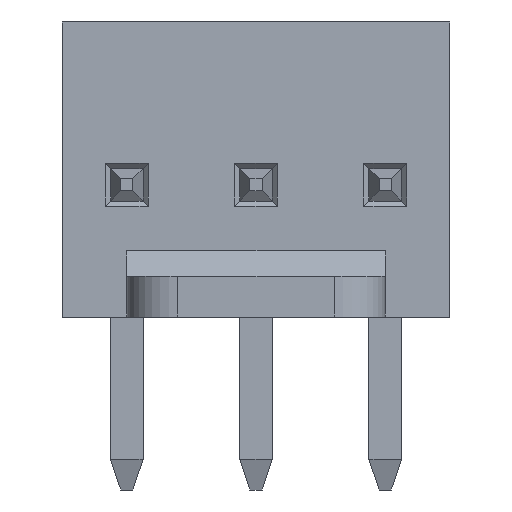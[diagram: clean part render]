
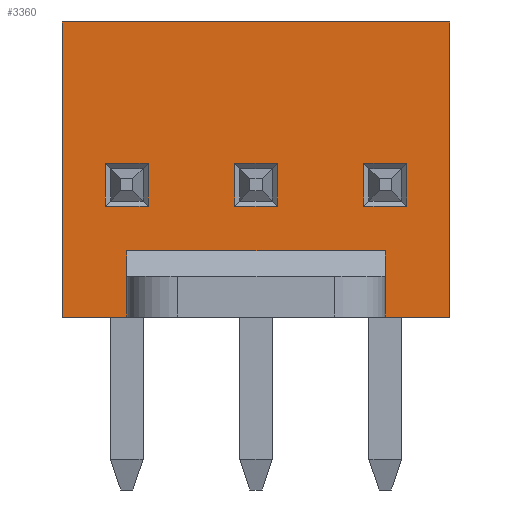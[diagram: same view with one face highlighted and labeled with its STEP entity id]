
A CAD part, front view. The second image highlights one B-rep face of the part: STEP entity #3360.
In plain terms, the highlighted face is planar.
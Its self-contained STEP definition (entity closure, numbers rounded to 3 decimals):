
#124=PLANE('',#3519);
#248=LINE('',#4392,#562);
#252=LINE('',#4404,#566);
#266=LINE('',#4431,#580);
#307=LINE('',#4515,#621);
#310=LINE('',#4520,#624);
#311=LINE('',#4522,#625);
#316=LINE('',#4530,#630);
#321=LINE('',#4538,#635);
#343=LINE('',#4590,#657);
#346=LINE('',#4596,#660);
#347=LINE('',#4598,#661);
#351=LINE('',#4605,#665);
#355=LINE('',#4615,#669);
#357=LINE('',#4620,#671);
#361=LINE('',#4627,#675);
#363=LINE('',#4630,#677);
#392=LINE('',#4691,#706);
#394=LINE('',#4696,#708);
#398=LINE('',#4703,#712);
#400=LINE('',#4706,#714);
#562=VECTOR('',#3750,1000.);
#566=VECTOR('',#3758,1000.);
#580=VECTOR('',#3778,1000.);
#621=VECTOR('',#3835,1000.);
#624=VECTOR('',#3842,1000.);
#625=VECTOR('',#3845,1000.);
#630=VECTOR('',#3852,1000.);
#635=VECTOR('',#3859,1000.);
#657=VECTOR('',#3917,1000.);
#660=VECTOR('',#3922,1000.);
#661=VECTOR('',#3925,1000.);
#665=VECTOR('',#3931,1000.);
#669=VECTOR('',#3939,1000.);
#671=VECTOR('',#3943,1000.);
#675=VECTOR('',#3949,1000.);
#677=VECTOR('',#3953,1000.);
#706=VECTOR('',#4006,1000.);
#708=VECTOR('',#4010,1000.);
#712=VECTOR('',#4016,1000.);
#714=VECTOR('',#4020,1000.);
#1312=ORIENTED_EDGE('',*,*,#1702,.T.);
#1313=ORIENTED_EDGE('',*,*,#1696,.T.);
#1314=ORIENTED_EDGE('',*,*,#1698,.T.);
#1315=ORIENTED_EDGE('',*,*,#1704,.T.);
#1316=ORIENTED_EDGE('',*,*,#1615,.F.);
#1317=ORIENTED_EDGE('',*,*,#1568,.F.);
#1318=ORIENTED_EDGE('',*,*,#1614,.T.);
#1319=ORIENTED_EDGE('',*,*,#1554,.F.);
#1320=ORIENTED_EDGE('',*,*,#1625,.F.);
#1321=ORIENTED_EDGE('',*,*,#1611,.T.);
#1322=ORIENTED_EDGE('',*,*,#1620,.F.);
#1323=ORIENTED_EDGE('',*,*,#1548,.F.);
#1324=ORIENTED_EDGE('',*,*,#1650,.T.);
#1325=ORIENTED_EDGE('',*,*,#1655,.T.);
#1326=ORIENTED_EDGE('',*,*,#1651,.T.);
#1327=ORIENTED_EDGE('',*,*,#1647,.T.);
#1328=ORIENTED_EDGE('',*,*,#1665,.T.);
#1329=ORIENTED_EDGE('',*,*,#1659,.T.);
#1330=ORIENTED_EDGE('',*,*,#1661,.T.);
#1331=ORIENTED_EDGE('',*,*,#1667,.T.);
#1548=EDGE_CURVE('',#1842,#1843,#248,.T.);
#1554=EDGE_CURVE('',#1848,#1849,#252,.T.);
#1568=EDGE_CURVE('',#1858,#1859,#266,.T.);
#1611=EDGE_CURVE('',#1890,#1893,#307,.T.);
#1614=EDGE_CURVE('',#1858,#1849,#310,.T.);
#1615=EDGE_CURVE('',#1859,#1842,#311,.T.);
#1620=EDGE_CURVE('',#1843,#1893,#316,.T.);
#1625=EDGE_CURVE('',#1890,#1848,#321,.T.);
#1647=EDGE_CURVE('',#1907,#1909,#343,.T.);
#1650=EDGE_CURVE('',#1909,#1911,#346,.T.);
#1651=EDGE_CURVE('',#1912,#1907,#347,.T.);
#1655=EDGE_CURVE('',#1911,#1912,#351,.T.);
#1659=EDGE_CURVE('',#1915,#1917,#355,.T.);
#1661=EDGE_CURVE('',#1917,#1919,#357,.T.);
#1665=EDGE_CURVE('',#1921,#1915,#361,.T.);
#1667=EDGE_CURVE('',#1919,#1921,#363,.T.);
#1696=EDGE_CURVE('',#1939,#1941,#392,.T.);
#1698=EDGE_CURVE('',#1941,#1943,#394,.T.);
#1702=EDGE_CURVE('',#1945,#1939,#398,.T.);
#1704=EDGE_CURVE('',#1943,#1945,#400,.T.);
#1842=VERTEX_POINT('',#4391);
#1843=VERTEX_POINT('',#4393);
#1848=VERTEX_POINT('',#4403);
#1849=VERTEX_POINT('',#4405);
#1858=VERTEX_POINT('',#4430);
#1859=VERTEX_POINT('',#4432);
#1890=VERTEX_POINT('',#4509);
#1893=VERTEX_POINT('',#4514);
#1907=VERTEX_POINT('',#4585);
#1909=VERTEX_POINT('',#4589);
#1911=VERTEX_POINT('',#4595);
#1912=VERTEX_POINT('',#4599);
#1915=VERTEX_POINT('',#4610);
#1917=VERTEX_POINT('',#4614);
#1919=VERTEX_POINT('',#4619);
#1921=VERTEX_POINT('',#4625);
#1939=VERTEX_POINT('',#4686);
#1941=VERTEX_POINT('',#4690);
#1943=VERTEX_POINT('',#4695);
#1945=VERTEX_POINT('',#4701);
#2111=EDGE_LOOP('',(#1312,#1313,#1314,#1315));
#2112=EDGE_LOOP('',(#1316,#1317,#1318,#1319,#1320,#1321,#1322,#1323));
#2113=EDGE_LOOP('',(#1324,#1325,#1326,#1327));
#2114=EDGE_LOOP('',(#1328,#1329,#1330,#1331));
#2259=FACE_BOUND('',#2111,.T.);
#2260=FACE_BOUND('',#2112,.T.);
#2261=FACE_BOUND('',#2113,.T.);
#2262=FACE_BOUND('',#2114,.T.);
#3360=ADVANCED_FACE('',(#2259,#2260,#2261,#2262),#124,.T.);
#3519=AXIS2_PLACEMENT_3D('',#4745,#4064,#4065);
#3750=DIRECTION('',(1.,0.,0.));
#3758=DIRECTION('',(1.,0.,0.));
#3778=DIRECTION('',(-1.,0.,0.));
#3835=DIRECTION('',(-1.,0.,0.));
#3842=DIRECTION('',(0.,1.,0.));
#3845=DIRECTION('',(0.,1.,0.));
#3852=DIRECTION('',(0.,-1.,0.));
#3859=DIRECTION('',(0.,1.,0.));
#3917=DIRECTION('',(0.,-1.,0.));
#3922=DIRECTION('',(-1.,0.,0.));
#3925=DIRECTION('',(1.,0.,0.));
#3931=DIRECTION('',(0.,1.,0.));
#3939=DIRECTION('',(0.,1.,0.));
#3943=DIRECTION('',(1.,0.,0.));
#3949=DIRECTION('',(-1.,0.,0.));
#3953=DIRECTION('',(0.,-1.,0.));
#4006=DIRECTION('',(0.,1.,0.));
#4010=DIRECTION('',(1.,0.,0.));
#4016=DIRECTION('',(-1.,0.,0.));
#4020=DIRECTION('',(0.,-1.,0.));
#4064=DIRECTION('',(0.,0.,1.));
#4065=DIRECTION('',(1.,0.,0.));
#4391=CARTESIAN_POINT('',(-3.81,2.9,-2.45));
#4392=CARTESIAN_POINT('',(-3.81,2.9,-2.45));
#4393=CARTESIAN_POINT('',(-2.54,2.9,-2.45));
#4403=CARTESIAN_POINT('',(2.54,2.9,-2.45));
#4404=CARTESIAN_POINT('',(2.54,2.9,-2.45));
#4405=CARTESIAN_POINT('',(3.81,2.9,-2.45));
#4430=CARTESIAN_POINT('',(3.81,-2.9,-2.45));
#4431=CARTESIAN_POINT('',(3.81,-2.9,-2.45));
#4432=CARTESIAN_POINT('',(-3.81,-2.9,-2.45));
#4509=CARTESIAN_POINT('',(2.54,2.1,-2.45));
#4514=CARTESIAN_POINT('',(-2.54,2.1,-2.45));
#4515=CARTESIAN_POINT('',(3.81,2.1,-2.45));
#4520=CARTESIAN_POINT('',(3.81,-2.9,-2.45));
#4522=CARTESIAN_POINT('',(-3.81,-2.9,-2.45));
#4530=CARTESIAN_POINT('',(-2.54,2.9,-2.45));
#4538=CARTESIAN_POINT('',(2.54,2.1,-2.45));
#4585=CARTESIAN_POINT('',(-2.12,0.72,-2.45));
#4589=CARTESIAN_POINT('',(-2.12,-0.12,-2.45));
#4590=CARTESIAN_POINT('',(-2.12,-2.9,-2.45));
#4595=CARTESIAN_POINT('',(-2.96,-0.12,-2.45));
#4596=CARTESIAN_POINT('',(3.81,-0.12,-2.45));
#4598=CARTESIAN_POINT('',(3.81,0.72,-2.45));
#4599=CARTESIAN_POINT('',(-2.96,0.72,-2.45));
#4605=CARTESIAN_POINT('',(-2.96,-2.9,-2.45));
#4610=CARTESIAN_POINT('',(2.12,-0.12,-2.45));
#4614=CARTESIAN_POINT('',(2.12,0.72,-2.45));
#4615=CARTESIAN_POINT('',(2.12,-2.9,-2.45));
#4619=CARTESIAN_POINT('',(2.96,0.72,-2.45));
#4620=CARTESIAN_POINT('',(3.81,0.72,-2.45));
#4625=CARTESIAN_POINT('',(2.96,-0.12,-2.45));
#4627=CARTESIAN_POINT('',(3.81,-0.12,-2.45));
#4630=CARTESIAN_POINT('',(2.96,-2.9,-2.45));
#4686=CARTESIAN_POINT('',(-0.42,-0.12,-2.45));
#4690=CARTESIAN_POINT('',(-0.42,0.72,-2.45));
#4691=CARTESIAN_POINT('',(-0.42,-2.9,-2.45));
#4695=CARTESIAN_POINT('',(0.42,0.72,-2.45));
#4696=CARTESIAN_POINT('',(3.81,0.72,-2.45));
#4701=CARTESIAN_POINT('',(0.42,-0.12,-2.45));
#4703=CARTESIAN_POINT('',(3.81,-0.12,-2.45));
#4706=CARTESIAN_POINT('',(0.42,-2.9,-2.45));
#4745=CARTESIAN_POINT('',(3.81,-2.9,-2.45));
